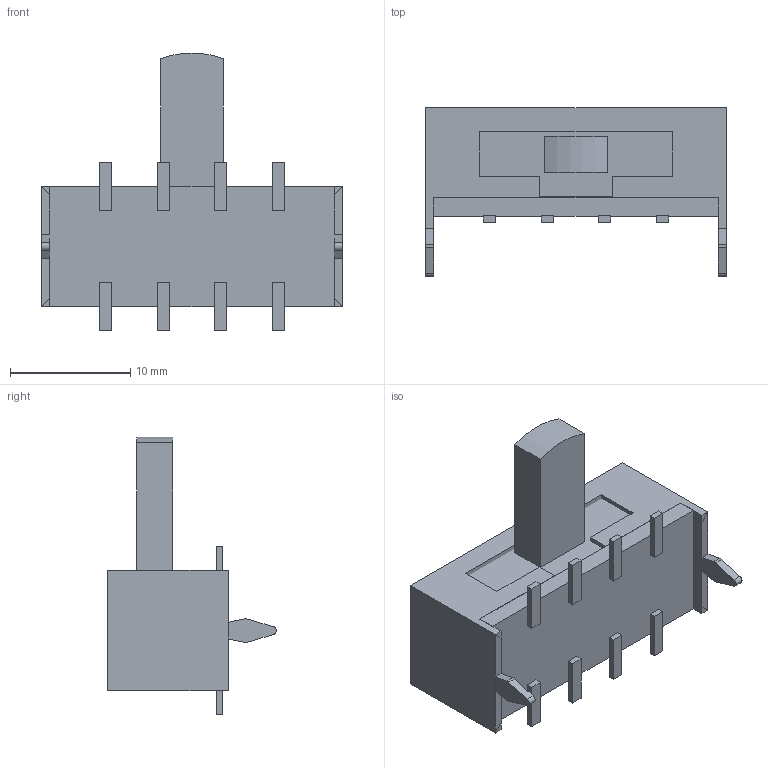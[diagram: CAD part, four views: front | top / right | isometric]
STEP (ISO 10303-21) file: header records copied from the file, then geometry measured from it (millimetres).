
FILE_DESCRIPTION(/* description */ ('VariCAD 2022-1.06 AP-214'),/* implementation_level */ '2;1');
FILE_NAME(/* name */ 'switch.stp',/* time_stamp */ '2022-04-25T18:08:08+01:00',/* author */ (''),/* organization */ (''),/* preprocessor_version */ 'VariCAD 2022-1.06',/* originating_system */ 'VariCAD 2022-1.06; kernel version (20180118)',/* authorisation */ '');
FILE_SCHEMA(('AUTOMOTIVE_DESIGN'));
Length unit declared in the file: millimetre
Products named in the file (12): switch
Assembly tree (11 placements, depth 2):
  switch
    (unnamed)
    (unnamed)
    (unnamed)
    (unnamed)
    (unnamed)
    (unnamed)
    (unnamed)
    (unnamed)
    (unnamed)
    (unnamed)
    (unnamed)
Bounding box: 25 x 14 x 23.08 mm (x, y, z)
Volume: 1923.1 mm3; surface area: 2950.8 mm2
Topology: 11 solids, 11 shells, 115 faces, 256 edges, 164 vertices
Faces by surface type: plane 108, cylinder 7
Entity records: 3530 total; most frequent: CARTESIAN_POINT 569, DIRECTION 568, ORIENTED_EDGE 512, EDGE_CURVE 256, LINE 242, VECTOR 242, VERTEX_POINT 164, AXIS2_PLACEMENT_3D 163
